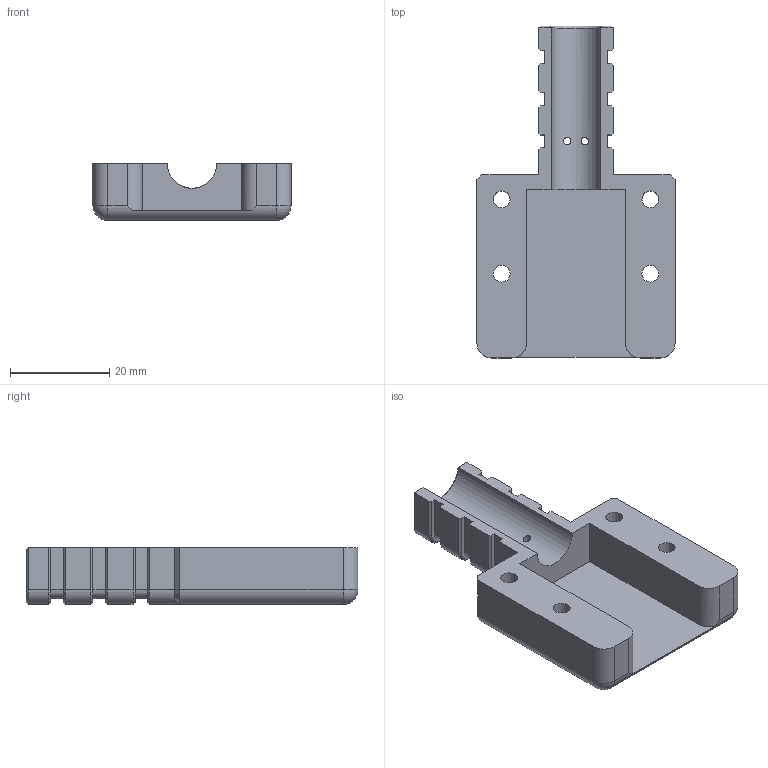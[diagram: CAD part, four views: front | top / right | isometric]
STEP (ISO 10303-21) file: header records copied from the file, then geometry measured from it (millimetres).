
FILE_DESCRIPTION(/* description */ (''),/* implementation_level */ '2;1');
FILE_NAME(/* name */ '',/* time_stamp */ '2026-02-05T12:22:43+03:00',/* author */ (''),/* organization */ (''),/* preprocessor_version */ 'ST-DEVELOPER v20.1',/* originating_system */ 'Autodesk Translation Framework v14.21.0.0',/* authorisation */ '');
FILE_SCHEMA (('AUTOMOTIVE_DESIGN { 1 0 10303 214 3 1 1 }'));
Length unit declared in the file: millimetre
Products named in the file (1): Copy of Copy of 辫子支架B^辫子支架_Co
py of 龙门4驱R1_600 4驱
Bounding box: 40 x 67 x 11.5 mm (x, y, z)
Volume: 13015.8 mm3; surface area: 7471.3 mm2
Topology: 1 solids, 1 shells, 137 faces, 356 edges, 222 vertices
Faces by surface type: plane 86, cylinder 32, cone 17, sphere 2
Full cylindrical faces by diameter (mm): 1.5 x2, 3.4 x4, 5.5 x4
Entity records: 4271 total; most frequent: CARTESIAN_POINT 824, ORIENTED_EDGE 708, DIRECTION 705, EDGE_CURVE 354, LINE 259, VECTOR 259, AXIS2_PLACEMENT_3D 223, VERTEX_POINT 222
